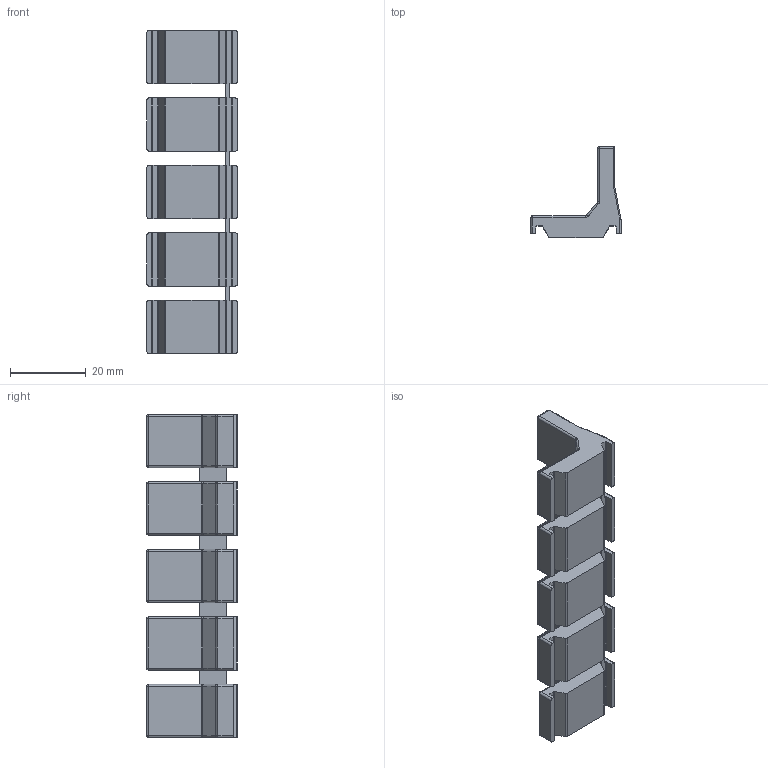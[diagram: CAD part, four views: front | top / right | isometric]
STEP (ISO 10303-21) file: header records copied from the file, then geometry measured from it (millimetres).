
FILE_DESCRIPTION (( 'STEP AP203' ), '1' );
FILE_NAME ('GMCB-BBM-TMC-5.step', '2024-07-23T19:28:01', ( '' ), ( '' ), 'SwSTEP 2.0', 'SolidWorks 2023', '' );
FILE_SCHEMA (( 'CONFIG_CONTROL_DESIGN' ));
Length unit declared in the file: inch
Products named in the file (1): GMCB-BBM-TMC-5
Bounding box: 23.8 x 24 x 85.2 mm (x, y, z)
Volume: 13747.2 mm3; surface area: 8959.4 mm2
Topology: 1 solids, 1 shells, 298 faces, 819 edges, 493 vertices
Faces by surface type: cylinder 130, plane 98, bspline 65, cone 5
Entity records: 11376 total; most frequent: CARTESIAN_POINT 4356, ORIENTED_EDGE 1578, DIRECTION 1300, EDGE_CURVE 789, VERTEX_POINT 493, AXIS2_PLACEMENT_3D 449, LINE 402, VECTOR 402
